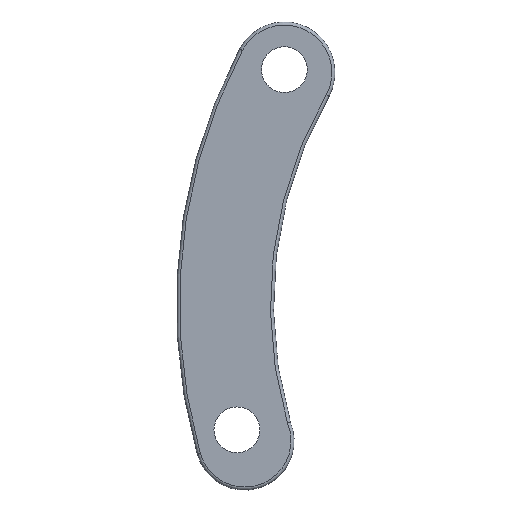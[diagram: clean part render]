
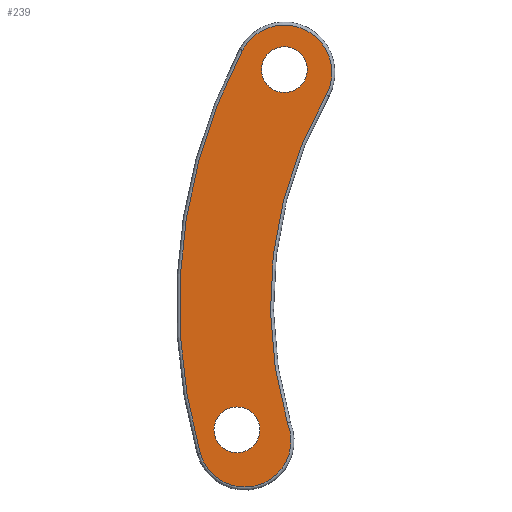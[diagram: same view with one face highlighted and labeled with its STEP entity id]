
A CAD part, left-side view. The second image highlights one B-rep face of the part: STEP entity #239.
In plain terms, the highlighted planar face has unit normal (-1, 0, 0).
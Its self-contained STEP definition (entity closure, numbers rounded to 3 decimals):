
#15=FACE_BOUND('',#62,.T.);
#16=FACE_BOUND('',#63,.T.);
#19=PLANE('',#290);
#45=FACE_OUTER_BOUND('',#61,.T.);
#61=EDGE_LOOP('',(#181,#182,#183,#184));
#62=EDGE_LOOP('',(#185));
#63=EDGE_LOOP('',(#186));
#79=CIRCLE('',#273,275.141);
#83=CIRCLE('',#278,31.051);
#85=CIRCLE('',#281,356.049);
#87=CIRCLE('',#284,30.257);
#91=CIRCLE('',#291,15.);
#92=CIRCLE('',#292,15.);
#103=VERTEX_POINT('',#402);
#104=VERTEX_POINT('',#403);
#108=VERTEX_POINT('',#437);
#110=VERTEX_POINT('',#442);
#114=VERTEX_POINT('',#460);
#115=VERTEX_POINT('',#462);
#123=EDGE_CURVE('',#103,#104,#79,.T.);
#129=EDGE_CURVE('',#108,#103,#83,.T.);
#131=EDGE_CURVE('',#110,#108,#85,.T.);
#133=EDGE_CURVE('',#104,#110,#87,.T.);
#140=EDGE_CURVE('',#114,#114,#91,.T.);
#141=EDGE_CURVE('',#115,#115,#92,.T.);
#181=ORIENTED_EDGE('',*,*,#123,.F.);
#182=ORIENTED_EDGE('',*,*,#129,.F.);
#183=ORIENTED_EDGE('',*,*,#131,.F.);
#184=ORIENTED_EDGE('',*,*,#133,.F.);
#185=ORIENTED_EDGE('',*,*,#140,.T.);
#186=ORIENTED_EDGE('',*,*,#141,.T.);
#239=ADVANCED_FACE('',(#45,#15,#16),#19,.F.);
#273=AXIS2_PLACEMENT_3D('',#404,#316,#317);
#278=AXIS2_PLACEMENT_3D('',#439,#326,#327);
#281=AXIS2_PLACEMENT_3D('',#444,#332,#333);
#284=AXIS2_PLACEMENT_3D('',#447,#338,#339);
#290=AXIS2_PLACEMENT_3D('',#459,#353,#354);
#291=AXIS2_PLACEMENT_3D('',#461,#355,#356);
#292=AXIS2_PLACEMENT_3D('',#463,#357,#358);
#316=DIRECTION('center_axis',(-1.,0.,0.));
#317=DIRECTION('ref_axis',(0.,0.993,0.118));
#326=DIRECTION('center_axis',(1.,0.,0.));
#327=DIRECTION('ref_axis',(0.,-0.468,0.884));
#332=DIRECTION('center_axis',(1.,0.,0.));
#333=DIRECTION('ref_axis',(0.,0.995,0.104));
#338=DIRECTION('center_axis',(1.,0.,0.));
#339=DIRECTION('ref_axis',(0.,-0.328,-0.945));
#353=DIRECTION('center_axis',(1.,0.,0.));
#354=DIRECTION('ref_axis',(0.,0.,-1.));
#355=DIRECTION('center_axis',(1.,0.,0.));
#356=DIRECTION('ref_axis',(0.,-1.,0.));
#357=DIRECTION('center_axis',(1.,0.,0.));
#358=DIRECTION('ref_axis',(0.,-1.,0.));
#402=CARTESIAN_POINT('',(-15.,669.007,-1238.595));
#403=CARTESIAN_POINT('',(-15.,694.436,-1453.36));
#404=CARTESIAN_POINT('Origin',(-15.,430.475,-1375.727));
#437=CARTESIAN_POINT('',(-15.,723.897,-1209.55));
#439=CARTESIAN_POINT('Origin',(-15.,696.437,-1224.046));
#442=CARTESIAN_POINT('',(-15.,751.467,-1473.278));
#444=CARTESIAN_POINT('Origin',(-15.,409.03,-1375.772));
#447=CARTESIAN_POINT('Origin',(-15.,722.368,-1464.992));
#459=CARTESIAN_POINT('Origin',(-15.,715.233,-1344.122));
#460=CARTESIAN_POINT('',(-15.,742.512,-1457.788));
#461=CARTESIAN_POINT('Origin',(-15.,727.512,-1457.788));
#462=CARTESIAN_POINT('',(-15.,711.437,-1222.18));
#463=CARTESIAN_POINT('Origin',(-15.,696.437,-1222.18));
